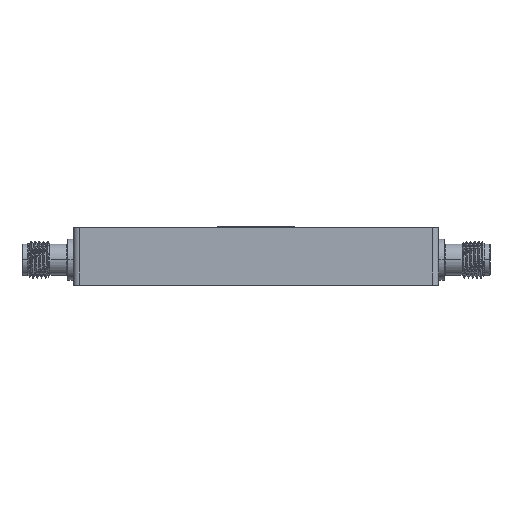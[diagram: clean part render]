
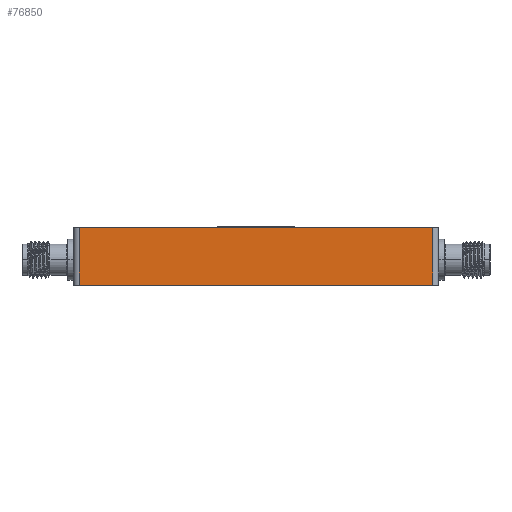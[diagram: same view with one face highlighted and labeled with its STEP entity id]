
A CAD part, left-side view. The second image highlights one B-rep face of the part: STEP entity #76850.
In plain terms, the highlighted planar face has unit normal (-1, 0, 0).
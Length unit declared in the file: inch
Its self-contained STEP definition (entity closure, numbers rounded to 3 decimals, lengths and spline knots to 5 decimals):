
#3604 = VECTOR ( 'NONE', #60726, 39.37008 ) ;
#4776 = EDGE_LOOP ( 'NONE', ( #56854, #70866, #20902, #71934 ) ) ;
#8203 = CARTESIAN_POINT ( 'NONE',  ( -2.12598, -1.20016, -0.19685 ) ) ;
#9072 = CARTESIAN_POINT ( 'NONE',  ( -2.12598, -1.24016, 0.19685 ) ) ;
#9809 = EDGE_CURVE ( 'NONE', #27300, #57043, #21868, .T. ) ;
#13242 = CARTESIAN_POINT ( 'NONE',  ( -2.12598, 1.20016, 0.19685 ) ) ;
#20902 = ORIENTED_EDGE ( 'NONE', *, *, #42320, .T. ) ;
#21868 = LINE ( 'NONE', #63262, #57522 ) ;
#24979 = LINE ( 'NONE', #37182, #41423 ) ;
#27300 = VERTEX_POINT ( 'NONE', #8203 ) ;
#30584 = DIRECTION ( 'NONE',  ( 0., -1., 0. ) ) ;
#33317 = DIRECTION ( 'NONE',  ( 0., 0., 1. ) ) ;
#36478 = VERTEX_POINT ( 'NONE', #13242 ) ;
#36496 = CARTESIAN_POINT ( 'NONE',  ( -2.12598, -1.24016, -0.19685 ) ) ;
#37182 = CARTESIAN_POINT ( 'NONE',  ( -2.12598, 1.20016, 0.19685 ) ) ;
#40173 = FACE_OUTER_BOUND ( 'NONE', #4776, .T. ) ;
#41423 = VECTOR ( 'NONE', #49021, 39.37008 ) ;
#42320 = EDGE_CURVE ( 'NONE', #62748, #27300, #66041, .T. ) ;
#43367 = LINE ( 'NONE', #54802, #3604 ) ;
#47786 = EDGE_CURVE ( 'NONE', #36478, #57043, #43367, .T. ) ;
#49021 = DIRECTION ( 'NONE',  ( 0., 0., -1. ) ) ;
#51917 = EDGE_CURVE ( 'NONE', #36478, #62748, #24979, .T. ) ;
#53708 = VECTOR ( 'NONE', #30584, 39.37008 ) ;
#54802 = CARTESIAN_POINT ( 'NONE',  ( -2.12598, -1.24016, 0.19685 ) ) ;
#56854 = ORIENTED_EDGE ( 'NONE', *, *, #47786, .F. ) ;
#57043 = VERTEX_POINT ( 'NONE', #64901 ) ;
#57125 = DIRECTION ( 'NONE',  ( 1., 0., 0. ) ) ;
#57522 = VECTOR ( 'NONE', #33317, 39.37008 ) ;
#58283 = PLANE ( 'NONE',  #71635 ) ;
#60726 = DIRECTION ( 'NONE',  ( 0., -1., 0. ) ) ;
#62748 = VERTEX_POINT ( 'NONE', #71733 ) ;
#63262 = CARTESIAN_POINT ( 'NONE',  ( -2.12598, -1.20016, 0.19685 ) ) ;
#64901 = CARTESIAN_POINT ( 'NONE',  ( -2.12598, -1.20016, 0.19685 ) ) ;
#66041 = LINE ( 'NONE', #36496, #53708 ) ;
#69354 = DIRECTION ( 'NONE',  ( 0., 1., 0. ) ) ;
#70866 = ORIENTED_EDGE ( 'NONE', *, *, #51917, .T. ) ;
#71635 = AXIS2_PLACEMENT_3D ( 'NONE', #9072, #57125, #69354 ) ;
#71733 = CARTESIAN_POINT ( 'NONE',  ( -2.12598, 1.20016, -0.19685 ) ) ;
#71934 = ORIENTED_EDGE ( 'NONE', *, *, #9809, .T. ) ;
#76850 = ADVANCED_FACE ( 'NONE', ( #40173 ), #58283, .F. ) ;
